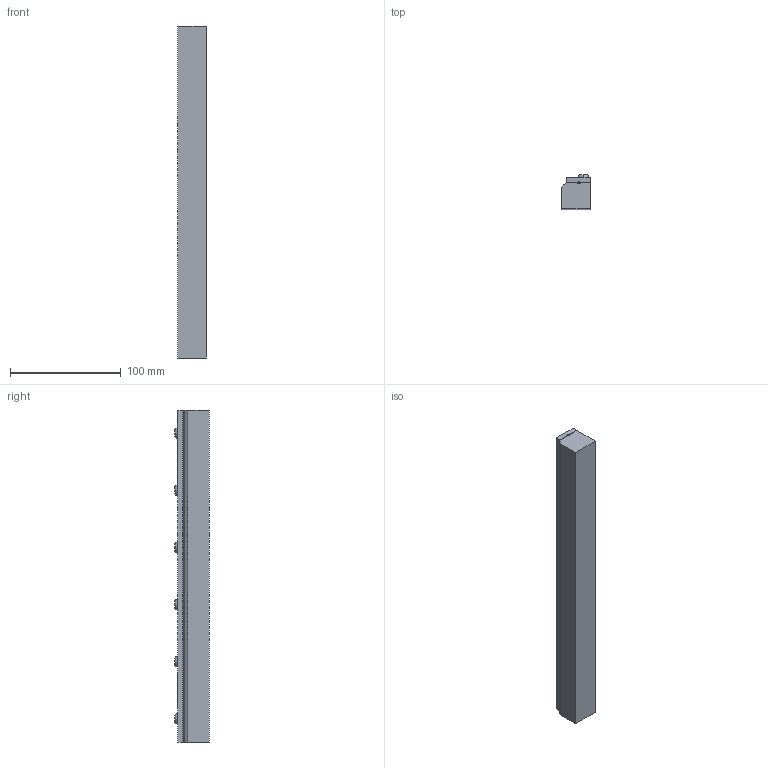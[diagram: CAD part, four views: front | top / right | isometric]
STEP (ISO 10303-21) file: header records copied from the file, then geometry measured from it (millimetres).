
FILE_DESCRIPTION (( 'STEP AP203' ), '1' );
FILE_NAME ('SE300.STEP', '2015-02-09T14:49:43', ( '' ), ( '' ), 'SwSTEP 2.0', 'SolidWorks 2014', '' );
FILE_SCHEMA (( 'CONFIG_CONTROL_DESIGN' ));
Length unit declared in the file: millimetre
Products named in the file (1): SE300
Bounding box: 25.4 x 31.16 x 300 mm (x, y, z)
Volume: 191749.6 mm3; surface area: 60535.2 mm2
Topology: 11 solids, 11 shells, 226 faces, 605 edges, 389 vertices
Faces by surface type: plane 98, cylinder 62, cone 54, bspline 12
Entity records: 7457 total; most frequent: CARTESIAN_POINT 1763, DIRECTION 1190, ORIENTED_EDGE 1166, EDGE_CURVE 583, AXIS2_PLACEMENT_3D 448, VERTEX_POINT 389, VECTOR 294, LINE 294
